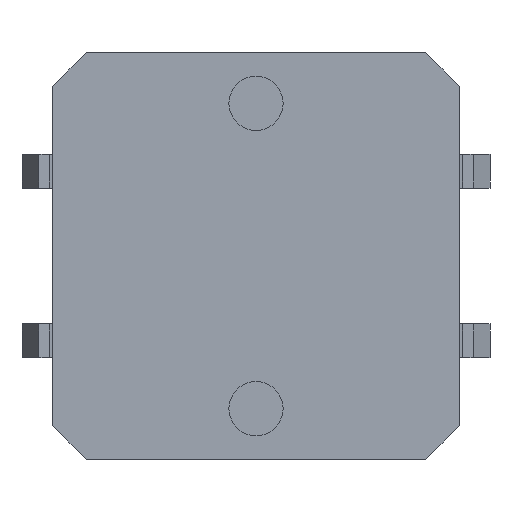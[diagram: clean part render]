
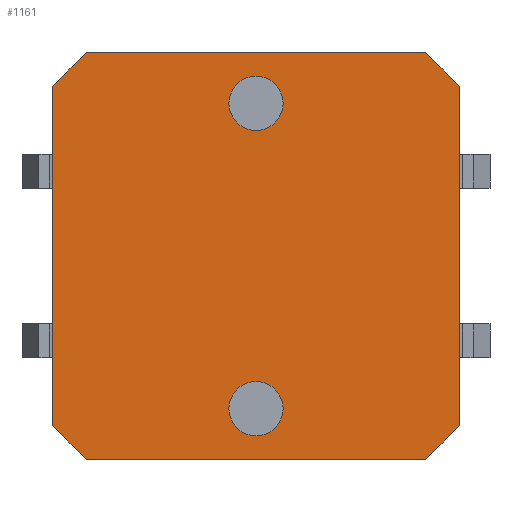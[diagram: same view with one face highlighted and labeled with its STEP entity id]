
A CAD part, front view. The second image highlights one B-rep face of the part: STEP entity #1161.
In plain terms, the highlighted planar face has unit normal (0, -1, 0).
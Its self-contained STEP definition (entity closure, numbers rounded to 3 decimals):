
#639 = VERTEX_POINT('',#640);
#640 = CARTESIAN_POINT('',(-5.,0.,-6.));
#646 = EDGE_CURVE('',#639,#647,#649,.T.);
#647 = VERTEX_POINT('',#648);
#648 = CARTESIAN_POINT('',(5.,0.,-6.));
#649 = LINE('',#650,#651);
#650 = CARTESIAN_POINT('',(-6.,0.,-6.));
#651 = VECTOR('',#652,1.);
#652 = DIRECTION('',(1.,0.,0.));
#668 = EDGE_CURVE('',#647,#669,#671,.T.);
#669 = VERTEX_POINT('',#670);
#670 = CARTESIAN_POINT('',(6.,0.,-5.));
#671 = LINE('',#672,#673);
#672 = CARTESIAN_POINT('',(5.5,0.,-5.5));
#673 = VECTOR('',#674,1.);
#674 = DIRECTION('',(0.707,0.,0.707));
#694 = EDGE_CURVE('',#695,#669,#697,.T.);
#695 = VERTEX_POINT('',#696);
#696 = CARTESIAN_POINT('',(6.,0.,5.));
#697 = LINE('',#698,#699);
#698 = CARTESIAN_POINT('',(6.,0.,6.));
#699 = VECTOR('',#700,1.);
#700 = DIRECTION('',(0.,0.,-1.));
#784 = EDGE_CURVE('',#785,#695,#787,.T.);
#785 = VERTEX_POINT('',#786);
#786 = CARTESIAN_POINT('',(5.,0.,6.));
#787 = LINE('',#788,#789);
#788 = CARTESIAN_POINT('',(2.5,0.,8.5));
#789 = VECTOR('',#790,1.);
#790 = DIRECTION('',(0.707,0.,-0.707));
#808 = EDGE_CURVE('',#809,#785,#811,.T.);
#809 = VERTEX_POINT('',#810);
#810 = CARTESIAN_POINT('',(-5.,0.,6.));
#811 = LINE('',#812,#813);
#812 = CARTESIAN_POINT('',(-6.,0.,6.));
#813 = VECTOR('',#814,1.);
#814 = DIRECTION('',(1.,0.,0.));
#834 = EDGE_CURVE('',#809,#835,#837,.T.);
#835 = VERTEX_POINT('',#836);
#836 = CARTESIAN_POINT('',(-6.,0.,5.));
#837 = LINE('',#838,#839);
#838 = CARTESIAN_POINT('',(-5.5,0.,5.5));
#839 = VECTOR('',#840,1.);
#840 = DIRECTION('',(-0.707,0.,-0.707));
#856 = EDGE_CURVE('',#835,#857,#859,.T.);
#857 = VERTEX_POINT('',#858);
#858 = CARTESIAN_POINT('',(-6.,0.,-5.));
#859 = LINE('',#860,#861);
#860 = CARTESIAN_POINT('',(-6.,0.,6.));
#861 = VECTOR('',#862,1.);
#862 = DIRECTION('',(0.,0.,-1.));
#950 = EDGE_CURVE('',#639,#857,#951,.T.);
#951 = LINE('',#952,#953);
#952 = CARTESIAN_POINT('',(-8.5,0.,-2.5));
#953 = VECTOR('',#954,1.);
#954 = DIRECTION('',(-0.707,0.,0.707));
#1161 = ADVANCED_FACE('',(#1162,#1172,#1192),#1212,.F.);
#1162 = FACE_BOUND('',#1163,.F.);
#1163 = EDGE_LOOP('',(#1164,#1165,#1166,#1167,#1168,#1169,#1170,#1171));
#1164 = ORIENTED_EDGE('',*,*,#646,.F.);
#1165 = ORIENTED_EDGE('',*,*,#950,.T.);
#1166 = ORIENTED_EDGE('',*,*,#856,.F.);
#1167 = ORIENTED_EDGE('',*,*,#834,.F.);
#1168 = ORIENTED_EDGE('',*,*,#808,.T.);
#1169 = ORIENTED_EDGE('',*,*,#784,.T.);
#1170 = ORIENTED_EDGE('',*,*,#694,.T.);
#1171 = ORIENTED_EDGE('',*,*,#668,.F.);
#1172 = FACE_BOUND('',#1173,.T.);
#1173 = EDGE_LOOP('',(#1174,#1185));
#1174 = ORIENTED_EDGE('',*,*,#1175,.F.);
#1175 = EDGE_CURVE('',#1176,#1178,#1180,.T.);
#1176 = VERTEX_POINT('',#1177);
#1177 = CARTESIAN_POINT('',(-0.8,0.,4.5));
#1178 = VERTEX_POINT('',#1179);
#1179 = CARTESIAN_POINT('',(0.8,0.,4.5));
#1180 = CIRCLE('',#1181,0.8);
#1181 = AXIS2_PLACEMENT_3D('',#1182,#1183,#1184);
#1182 = CARTESIAN_POINT('',(0.,0.,4.5));
#1183 = DIRECTION('',(0.,-1.,0.));
#1184 = DIRECTION('',(-1.,0.,0.));
#1185 = ORIENTED_EDGE('',*,*,#1186,.F.);
#1186 = EDGE_CURVE('',#1178,#1176,#1187,.T.);
#1187 = CIRCLE('',#1188,0.8);
#1188 = AXIS2_PLACEMENT_3D('',#1189,#1190,#1191);
#1189 = CARTESIAN_POINT('',(0.,0.,4.5));
#1190 = DIRECTION('',(0.,-1.,0.));
#1191 = DIRECTION('',(-1.,0.,0.));
#1192 = FACE_BOUND('',#1193,.T.);
#1193 = EDGE_LOOP('',(#1194,#1205));
#1194 = ORIENTED_EDGE('',*,*,#1195,.F.);
#1195 = EDGE_CURVE('',#1196,#1198,#1200,.T.);
#1196 = VERTEX_POINT('',#1197);
#1197 = CARTESIAN_POINT('',(-0.8,0.,-4.5));
#1198 = VERTEX_POINT('',#1199);
#1199 = CARTESIAN_POINT('',(0.8,0.,-4.5));
#1200 = CIRCLE('',#1201,0.8);
#1201 = AXIS2_PLACEMENT_3D('',#1202,#1203,#1204);
#1202 = CARTESIAN_POINT('',(0.,0.,-4.5));
#1203 = DIRECTION('',(0.,-1.,0.));
#1204 = DIRECTION('',(-1.,0.,0.));
#1205 = ORIENTED_EDGE('',*,*,#1206,.F.);
#1206 = EDGE_CURVE('',#1198,#1196,#1207,.T.);
#1207 = CIRCLE('',#1208,0.8);
#1208 = AXIS2_PLACEMENT_3D('',#1209,#1210,#1211);
#1209 = CARTESIAN_POINT('',(0.,0.,-4.5));
#1210 = DIRECTION('',(0.,-1.,0.));
#1211 = DIRECTION('',(-1.,0.,0.));
#1212 = PLANE('',#1213);
#1213 = AXIS2_PLACEMENT_3D('',#1214,#1215,#1216);
#1214 = CARTESIAN_POINT('',(-6.,0.,6.));
#1215 = DIRECTION('',(0.,1.,0.));
#1216 = DIRECTION('',(-1.,0.,0.));
